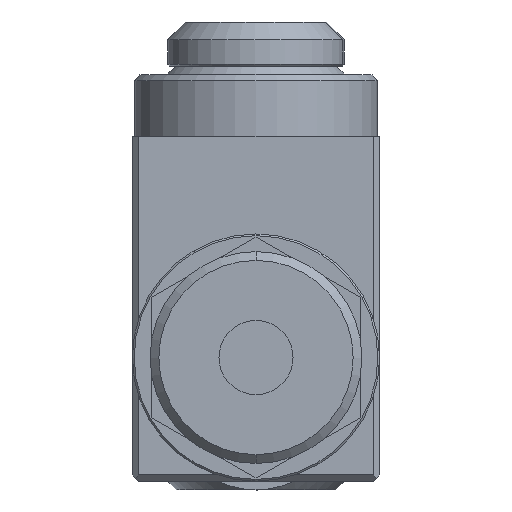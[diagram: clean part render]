
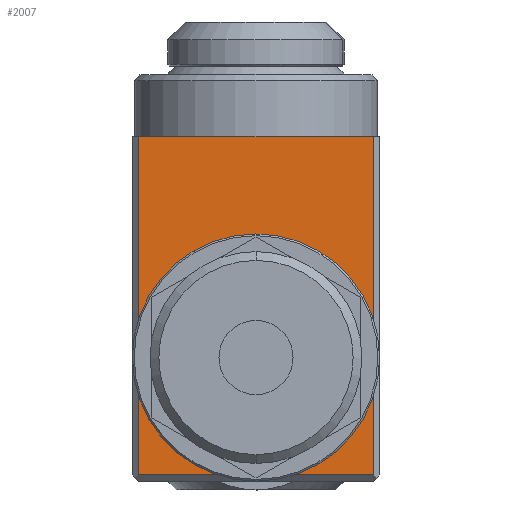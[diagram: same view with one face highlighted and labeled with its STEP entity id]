
A CAD part, front view. The second image highlights one B-rep face of the part: STEP entity #2007.
In plain terms, the highlighted planar face has unit normal (0, -1, 0).
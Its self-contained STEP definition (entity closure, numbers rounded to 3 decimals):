
#50 = DIRECTION ( 'NONE',  ( 0., 0., -1. ) ) ;
#80 = DIRECTION ( 'NONE',  ( 0., -1., 0. ) ) ;
#177 = FACE_OUTER_BOUND ( 'NONE', #933, .T. ) ;
#206 = CARTESIAN_POINT ( 'NONE',  ( 6.65, 38.5, 15.5 ) ) ;
#220 = CIRCLE ( 'NONE', #2493, 6. ) ;
#229 = VECTOR ( 'NONE', #4605, 1000. ) ;
#303 = CARTESIAN_POINT ( 'NONE',  ( 0., 38.5, -3.65 ) ) ;
#362 = DIRECTION ( 'NONE',  ( 0., 1., 0. ) ) ;
#404 = CARTESIAN_POINT ( 'NONE',  ( -6.65, 38.5, 3. ) ) ;
#556 = ORIENTED_EDGE ( 'NONE', *, *, #3653, .T. ) ;
#590 = LINE ( 'NONE', #4208, #229 ) ;
#683 = CARTESIAN_POINT ( 'NONE',  ( -6.65, 38.5, -3.65 ) ) ;
#765 = CARTESIAN_POINT ( 'NONE',  ( 0., 38.5, 3. ) ) ;
#867 = CARTESIAN_POINT ( 'NONE',  ( 6.65, 38.5, -3.65 ) ) ;
#889 = EDGE_CURVE ( 'NONE', #2058, #3171, #2207, .T. ) ;
#933 = EDGE_LOOP ( 'NONE', ( #2264, #556, #2488, #1133 ) ) ;
#1021 = AXIS2_PLACEMENT_3D ( 'NONE', #765, #362, #1882 ) ;
#1120 = PLANE ( 'NONE',  #1021 ) ;
#1133 = ORIENTED_EDGE ( 'NONE', *, *, #889, .F. ) ;
#1341 = CIRCLE ( 'NONE', #4395, 6. ) ;
#1435 = DIRECTION ( 'NONE',  ( 1., 0., 0. ) ) ;
#1572 = CARTESIAN_POINT ( 'NONE',  ( 0., 38.5, 3. ) ) ;
#1848 = VERTEX_POINT ( 'NONE', #867 ) ;
#1882 = DIRECTION ( 'NONE',  ( 0., 0., 1. ) ) ;
#1936 = VERTEX_POINT ( 'NONE', #3826 ) ;
#1950 = CARTESIAN_POINT ( 'NONE',  ( -6.65, 38.5, 15.5 ) ) ;
#1959 = DIRECTION ( 'NONE',  ( 0., 0., 1. ) ) ;
#1977 = VERTEX_POINT ( 'NONE', #2427 ) ;
#2007 = ADVANCED_FACE ( 'NONE', ( #4232, #177 ), #1120, .F. ) ;
#2049 = EDGE_LOOP ( 'NONE', ( #3471, #2527 ) ) ;
#2058 = VERTEX_POINT ( 'NONE', #1950 ) ;
#2207 = LINE ( 'NONE', #3867, #4243 ) ;
#2264 = ORIENTED_EDGE ( 'NONE', *, *, #4797, .T. ) ;
#2351 = CARTESIAN_POINT ( 'NONE',  ( 0., 38.5, 3. ) ) ;
#2427 = CARTESIAN_POINT ( 'NONE',  ( 0., 38.5, 9. ) ) ;
#2488 = ORIENTED_EDGE ( 'NONE', *, *, #4151, .T. ) ;
#2493 = AXIS2_PLACEMENT_3D ( 'NONE', #2351, #80, #2733 ) ;
#2527 = ORIENTED_EDGE ( 'NONE', *, *, #4864, .F. ) ;
#2733 = DIRECTION ( 'NONE',  ( 0., 0., 1. ) ) ;
#2901 = LINE ( 'NONE', #303, #4831 ) ;
#3048 = DIRECTION ( 'NONE',  ( 1., 0., 0. ) ) ;
#3171 = VERTEX_POINT ( 'NONE', #206 ) ;
#3369 = VECTOR ( 'NONE', #50, 1000. ) ;
#3471 = ORIENTED_EDGE ( 'NONE', *, *, #4824, .F. ) ;
#3653 = EDGE_CURVE ( 'NONE', #4575, #1848, #2901, .T. ) ;
#3826 = CARTESIAN_POINT ( 'NONE',  ( 0., 38.5, -3. ) ) ;
#3867 = CARTESIAN_POINT ( 'NONE',  ( 0., 38.5, 15.5 ) ) ;
#4151 = EDGE_CURVE ( 'NONE', #1848, #3171, #590, .T. ) ;
#4208 = CARTESIAN_POINT ( 'NONE',  ( 6.65, 38.5, 3. ) ) ;
#4232 = FACE_BOUND ( 'NONE', #2049, .T. ) ;
#4243 = VECTOR ( 'NONE', #3048, 1000. ) ;
#4251 = DIRECTION ( 'NONE',  ( 0., -1., 0. ) ) ;
#4395 = AXIS2_PLACEMENT_3D ( 'NONE', #1572, #4251, #1959 ) ;
#4533 = LINE ( 'NONE', #404, #3369 ) ;
#4575 = VERTEX_POINT ( 'NONE', #683 ) ;
#4605 = DIRECTION ( 'NONE',  ( 0., 0., 1. ) ) ;
#4797 = EDGE_CURVE ( 'NONE', #2058, #4575, #4533, .T. ) ;
#4824 = EDGE_CURVE ( 'NONE', #1936, #1977, #1341, .T. ) ;
#4831 = VECTOR ( 'NONE', #1435, 1000. ) ;
#4864 = EDGE_CURVE ( 'NONE', #1977, #1936, #220, .T. ) ;
